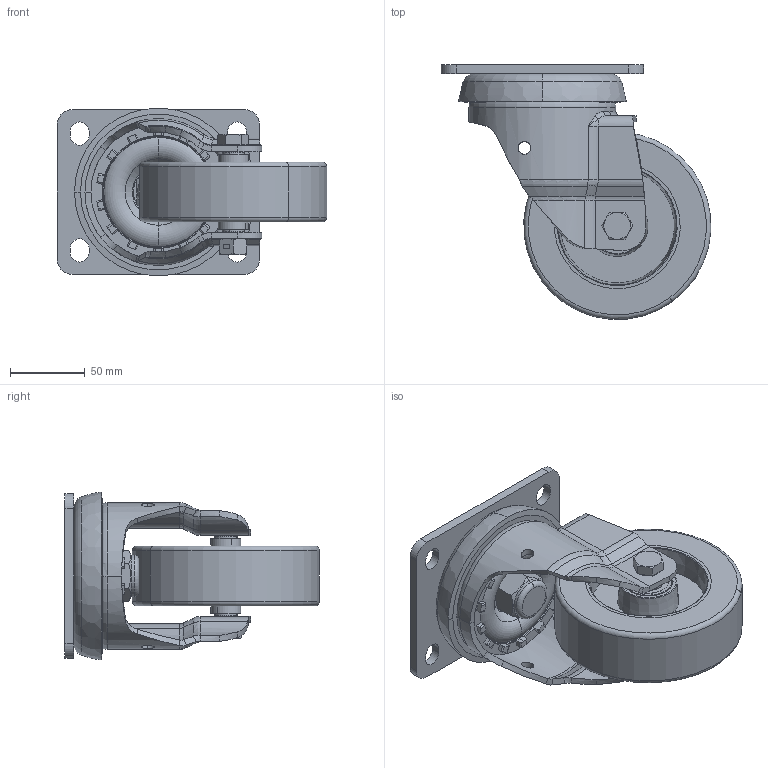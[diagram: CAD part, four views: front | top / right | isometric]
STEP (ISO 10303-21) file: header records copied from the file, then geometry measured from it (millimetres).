
FILE_DESCRIPTION (( 'STEP AP214' ), '1' );
FILE_NAME ('0047413_L-IHB-EPUA-125-K-3_(A-01).step', '2019-08-08T09:43:41', ( 'Windows-Benutzer' ), ( '' ), 'SwSTEP 2.0', 'SolidWorks 2018', '' );
FILE_SCHEMA (( 'AUTOMOTIVE_DESIGN' ));
Length unit declared in the file: millimetre
Products named in the file (1): 0047413_L-IHB-EPUA-125-K-3_(A-01)
Bounding box: 179.86 x 169.86 x 112 mm (x, y, z)
Volume: 777293.9 mm3; surface area: 179352.1 mm2
Topology: 13 solids, 13 shells, 512 faces, 1191 edges, 726 vertices
Faces by surface type: cylinder 169, plane 159, torus 78, cone 54, bspline 52
Entity records: 23410 total; most frequent: CARTESIAN_POINT 6203, ORIENTED_EDGE 2382, DIRECTION 2353, EDGE_CURVE 1191, AXIS2_PLACEMENT_3D 942, VERTEX_POINT 726, EDGE_LOOP 571, UNCERTAINTY_MEASURE_WITH_UNIT 527
